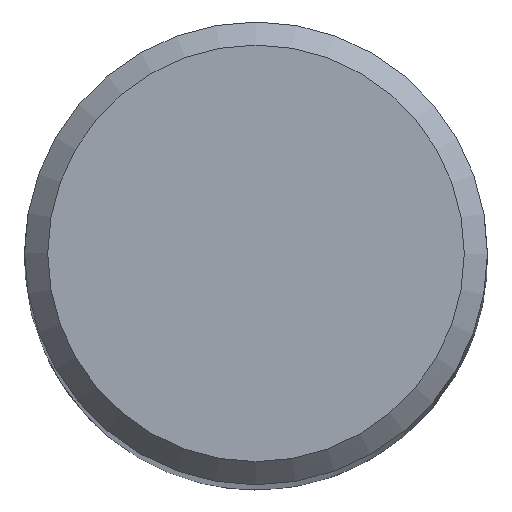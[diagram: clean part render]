
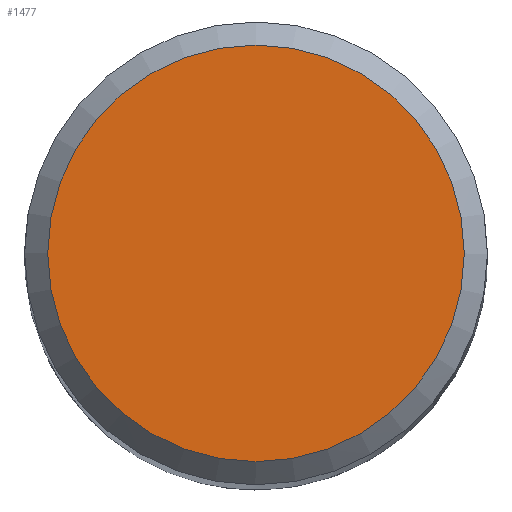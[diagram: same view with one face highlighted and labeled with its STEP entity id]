
A CAD part, top view. The second image highlights one B-rep face of the part: STEP entity #1477.
In plain terms, the highlighted planar face has unit normal (0, 0, 1).
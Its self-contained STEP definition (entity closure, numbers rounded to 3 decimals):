
#1477=ADVANCED_FACE('',(#2087),#1806,.F.);
#1806=PLANE('',#6218);
#2087=FACE_OUTER_BOUND('',#2397,.T.);
#2397=EDGE_LOOP('',(#3027));
#3027=ORIENTED_EDGE('',*,*,#5340,.T.);
#4745=VERTEX_POINT('',#8954);
#5340=EDGE_CURVE('',#4745,#4745,#6024,.T.);
#6024=CIRCLE('',#6217,8.995);
#6217=AXIS2_PLACEMENT_3D('',#8953,#6961,#6962);
#6218=AXIS2_PLACEMENT_3D('',#8955,#6963,#6964);
#6961=DIRECTION('',(0.,0.,1.));
#6962=DIRECTION('',(-1.,0.,0.));
#6963=DIRECTION('',(0.,0.,-1.));
#6964=DIRECTION('',(-1.,0.,0.));
#8953=CARTESIAN_POINT('',(0.,0.,51.));
#8954=CARTESIAN_POINT('',(-8.995,0.,51.));
#8955=CARTESIAN_POINT('',(0.,0.,51.));
